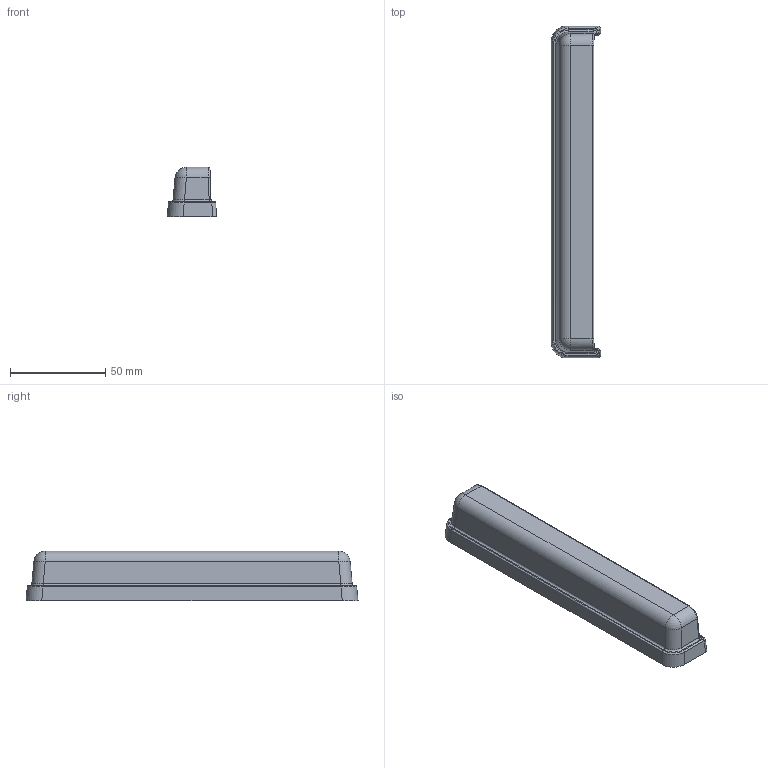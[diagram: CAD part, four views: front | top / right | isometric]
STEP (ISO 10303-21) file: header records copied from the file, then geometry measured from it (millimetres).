
FILE_DESCRIPTION(('Creo Elements/Direct Modeling STEP Export'),'2;1');
FILE_NAME('2572-174.stp','2021-07-22T15:18:28',(''),(''),'Creo Elements/Direct Modeling STEP processor for AP214 (Solid Model)','Creo Elements/Direct Modeling 20.0 12-Nov-2016 (C) Parametric Technology GmbH','');
FILE_SCHEMA(('AUTOMOTIVE_DESIGN { 1 0 10303 214 1 1 1 1 }'));
Length unit declared in the file: millimetre
Products named in the file (2): ZN-11532
Assembly tree (1 placements, depth 2):
  ZN-11532
    ZN-11532
Bounding box: 26 x 174 x 26 mm (x, y, z)
Volume: 20371.1 mm3; surface area: 17156 mm2
Topology: 1 solids, 1 shells, 503 faces, 1396 edges, 906 vertices
Faces by surface type: plane 419, cylinder 44, bspline 24, cone 10, sphere 4, torus 2
Entity records: 21938 total; most frequent: CARTESIAN_POINT 9398, ORIENTED_EDGE 2776, DIRECTION 2272, EDGE_CURVE 1388, VECTOR 1248, LINE 1248, VERTEX_POINT 906, EDGE_LOOP 522
